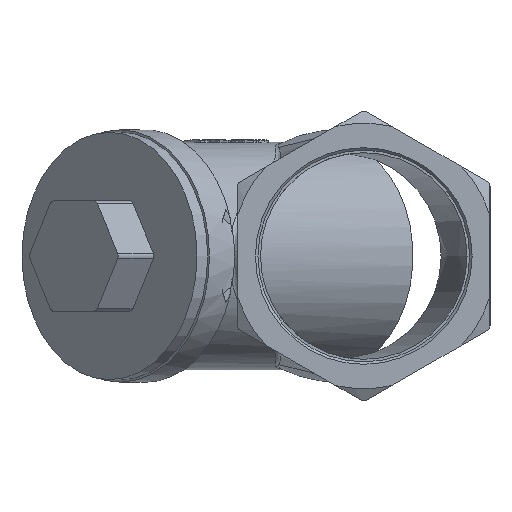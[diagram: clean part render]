
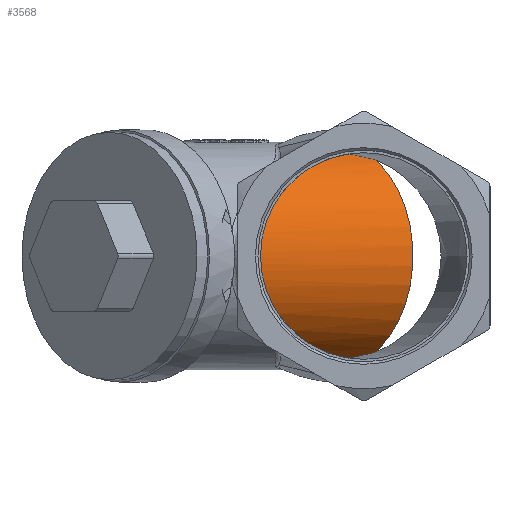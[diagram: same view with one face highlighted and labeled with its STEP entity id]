
A CAD part, left-side view. The second image highlights one B-rep face of the part: STEP entity #3568.
In plain terms, the highlighted cylindrical face has radius 22.5 mm (diameter 45 mm), a partial arc.
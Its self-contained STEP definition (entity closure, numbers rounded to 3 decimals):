
#160=CIRCLE('',#3896,22.5);
#233=CYLINDRICAL_SURFACE('',#3895,22.5);
#912=FACE_OUTER_BOUND('',#1116,.T.);
#1116=EDGE_LOOP('',(#3049,#3050,#3051,#3052,#3053,#3054,#3055));
#1266=B_SPLINE_CURVE_WITH_KNOTS('',3,(#7748,#7749,#7750,#7751,#7752,#7753,
#7754,#7755),.UNSPECIFIED.,.F.,.F.,(4,2,2,4),(-3.358,-2.784,
-2.315,-2.15),.UNSPECIFIED.);
#1267=B_SPLINE_CURVE_WITH_KNOTS('',3,(#7757,#7758,#7759,#7760,#7761,#7762,
#7763,#7764),.UNSPECIFIED.,.F.,.F.,(4,2,2,4),(-3.556,-2.287,
-1.09,0.),.UNSPECIFIED.);
#1268=B_SPLINE_CURVE_WITH_KNOTS('',3,(#7766,#7767,#7768,#7769,#7770,#7771,
#7772,#7773,#7774,#7775,#7776,#7777,#7778,#7779,#7780,#7781,#7782,#7783,
#7784,#7785,#7786,#7787,#7788,#7789,#7790,#7791),.UNSPECIFIED.,.F.,.F.,
(4,2,2,2,2,2,2,2,2,2,2,2,4),(1.096,1.13,1.696,
2.261,2.76,3.009,3.259,3.509,
3.758,4.257,4.822,5.388,5.422),
 .UNSPECIFIED.);
#1269=B_SPLINE_CURVE_WITH_KNOTS('',3,(#7793,#7794,#7795,#7796,#7797,#7798,
#7799,#7800),.UNSPECIFIED.,.F.,.F.,(4,2,2,4),(-2.19,-1.673,
-0.937,0.),.UNSPECIFIED.);
#1270=B_SPLINE_CURVE_WITH_KNOTS('',3,(#7802,#7803,#7804,#7805),
 .UNSPECIFIED.,.F.,.F.,(4,4),(-0.567,0.),.UNSPECIFIED.);
#1271=B_SPLINE_CURVE_WITH_KNOTS('',3,(#7807,#7808,#7809,#7810,#7811,#7812,
#7813,#7814),.UNSPECIFIED.,.F.,.F.,(4,2,2,4),(-1.119,-0.946,
-0.784,-0.567),.UNSPECIFIED.);
#1599=VERTEX_POINT('',#7746);
#1600=VERTEX_POINT('',#7747);
#1601=VERTEX_POINT('',#7756);
#1602=VERTEX_POINT('',#7765);
#1603=VERTEX_POINT('',#7792);
#1604=VERTEX_POINT('',#7801);
#1605=VERTEX_POINT('',#7806);
#2102=EDGE_CURVE('',#1599,#1600,#1266,.T.);
#2103=EDGE_CURVE('',#1601,#1599,#1267,.T.);
#2104=EDGE_CURVE('',#1602,#1601,#1268,.T.);
#2105=EDGE_CURVE('',#1603,#1602,#1269,.T.);
#2106=EDGE_CURVE('',#1604,#1603,#1270,.T.);
#2107=EDGE_CURVE('',#1605,#1604,#1271,.T.);
#2108=EDGE_CURVE('',#1600,#1605,#160,.T.);
#3049=ORIENTED_EDGE('',*,*,#2102,.F.);
#3050=ORIENTED_EDGE('',*,*,#2103,.F.);
#3051=ORIENTED_EDGE('',*,*,#2104,.F.);
#3052=ORIENTED_EDGE('',*,*,#2105,.F.);
#3053=ORIENTED_EDGE('',*,*,#2106,.F.);
#3054=ORIENTED_EDGE('',*,*,#2107,.F.);
#3055=ORIENTED_EDGE('',*,*,#2108,.F.);
#3568=ADVANCED_FACE('',(#912),#233,.T.);
#3895=AXIS2_PLACEMENT_3D('',#7745,#4663,#4664);
#3896=AXIS2_PLACEMENT_3D('',#7815,#4665,#4666);
#4663=DIRECTION('center_axis',(-0.707,0.707,0.));
#4664=DIRECTION('ref_axis',(0.,0.,
1.));
#4665=DIRECTION('center_axis',(0.707,-0.707,0.));
#4666=DIRECTION('ref_axis',(0.,0.,1.));
#7745=CARTESIAN_POINT('Origin',(31.572,42.572,0.));
#7746=CARTESIAN_POINT('',(52.,8.197,20.224));
#7747=CARTESIAN_POINT('',(61.083,-0.749,20.27));
#7748=CARTESIAN_POINT('Ctrl Pts',(52.,8.197,20.224));
#7749=CARTESIAN_POINT('Ctrl Pts',(53.794,6.951,20.413));
#7750=CARTESIAN_POINT('Ctrl Pts',(55.279,5.624,20.459));
#7751=CARTESIAN_POINT('Ctrl Pts',(57.817,3.059,20.451));
#7752=CARTESIAN_POINT('Ctrl Pts',(59.115,1.632,20.409));
#7753=CARTESIAN_POINT('Ctrl Pts',(60.453,0.046,20.326));
#7754=CARTESIAN_POINT('Ctrl Pts',(60.779,-0.355,20.301));
#7755=CARTESIAN_POINT('Ctrl Pts',(61.083,-0.749,20.27));
#7756=CARTESIAN_POINT('',(35.964,14.162,14.759));
#7757=CARTESIAN_POINT('Ctrl Pts',(35.964,14.162,14.759));
#7758=CARTESIAN_POINT('Ctrl Pts',(38.337,13.155,15.871));
#7759=CARTESIAN_POINT('Ctrl Pts',(40.122,12.589,16.667));
#7760=CARTESIAN_POINT('Ctrl Pts',(43.235,11.822,18.033));
#7761=CARTESIAN_POINT('Ctrl Pts',(44.446,11.632,18.538));
#7762=CARTESIAN_POINT('Ctrl Pts',(46.905,10.948,19.341));
#7763=CARTESIAN_POINT('Ctrl Pts',(49.027,10.261,19.91));
#7764=CARTESIAN_POINT('Ctrl Pts',(52.,8.197,20.224));
#7765=CARTESIAN_POINT('',(35.964,14.162,-14.759));
#7766=CARTESIAN_POINT('Ctrl Pts',(35.964,14.162,-14.759));
#7767=CARTESIAN_POINT('Ctrl Pts',(35.86,14.21,-14.713));
#7768=CARTESIAN_POINT('Ctrl Pts',(35.756,14.258,-14.667));
#7769=CARTESIAN_POINT('Ctrl Pts',(33.935,15.092,-13.851));
#7770=CARTESIAN_POINT('Ctrl Pts',(32.259,15.85,-12.986));
#7771=CARTESIAN_POINT('Ctrl Pts',(29.106,17.263,-11.039));
#7772=CARTESIAN_POINT('Ctrl Pts',(27.628,17.919,-9.957));
#7773=CARTESIAN_POINT('Ctrl Pts',(25.164,19.009,-7.649));
#7774=CARTESIAN_POINT('Ctrl Pts',(24.015,19.514,-6.322));
#7775=CARTESIAN_POINT('Ctrl Pts',(22.775,20.059,-4.081));
#7776=CARTESIAN_POINT('Ctrl Pts',(22.44,20.205,-3.291));
#7777=CARTESIAN_POINT('Ctrl Pts',(21.987,20.403,-1.667));
#7778=CARTESIAN_POINT('Ctrl Pts',(21.869,20.455,-0.832));
#7779=CARTESIAN_POINT('Ctrl Pts',(21.869,20.455,0.832));
#7780=CARTESIAN_POINT('Ctrl Pts',(21.987,20.403,1.667));
#7781=CARTESIAN_POINT('Ctrl Pts',(22.44,20.205,3.291));
#7782=CARTESIAN_POINT('Ctrl Pts',(22.775,20.059,4.081));
#7783=CARTESIAN_POINT('Ctrl Pts',(24.015,19.514,6.322));
#7784=CARTESIAN_POINT('Ctrl Pts',(25.164,19.009,7.649));
#7785=CARTESIAN_POINT('Ctrl Pts',(27.628,17.919,9.957));
#7786=CARTESIAN_POINT('Ctrl Pts',(29.106,17.263,11.039));
#7787=CARTESIAN_POINT('Ctrl Pts',(32.259,15.85,12.986));
#7788=CARTESIAN_POINT('Ctrl Pts',(33.935,15.092,13.851));
#7789=CARTESIAN_POINT('Ctrl Pts',(35.756,14.258,14.667));
#7790=CARTESIAN_POINT('Ctrl Pts',(35.86,14.21,14.713));
#7791=CARTESIAN_POINT('Ctrl Pts',(35.964,14.162,14.759));
#7792=CARTESIAN_POINT('',(52.,8.197,-20.224));
#7793=CARTESIAN_POINT('Ctrl Pts',(52.,8.197,-20.224));
#7794=CARTESIAN_POINT('Ctrl Pts',(49.411,9.995,-19.951));
#7795=CARTESIAN_POINT('Ctrl Pts',(47.531,10.702,-19.493));
#7796=CARTESIAN_POINT('Ctrl Pts',(45.137,11.492,-18.801));
#7797=CARTESIAN_POINT('Ctrl Pts',(43.898,11.695,-18.31));
#7798=CARTESIAN_POINT('Ctrl Pts',(40.555,12.452,-16.87));
#7799=CARTESIAN_POINT('Ctrl Pts',(38.605,13.042,-15.996));
#7800=CARTESIAN_POINT('Ctrl Pts',(35.964,14.162,-14.759));
#7801=CARTESIAN_POINT('',(56.501,4.389,-20.455));
#7802=CARTESIAN_POINT('Ctrl Pts',(56.501,4.389,-20.455));
#7803=CARTESIAN_POINT('Ctrl Pts',(54.972,5.917,-20.455));
#7804=CARTESIAN_POINT('Ctrl Pts',(53.548,7.122,-20.387));
#7805=CARTESIAN_POINT('Ctrl Pts',(52.,8.197,-20.224));
#7806=CARTESIAN_POINT('',(61.083,-0.749,-20.27));
#7807=CARTESIAN_POINT('Ctrl Pts',(61.083,-0.749,-20.27));
#7808=CARTESIAN_POINT('Ctrl Pts',(60.678,-0.223,-20.312));
#7809=CARTESIAN_POINT('Ctrl Pts',(60.231,0.317,-20.343));
#7810=CARTESIAN_POINT('Ctrl Pts',(59.284,1.415,-20.393));
#7811=CARTESIAN_POINT('Ctrl Pts',(58.784,1.974,-20.412));
#7812=CARTESIAN_POINT('Ctrl Pts',(57.684,3.175,-20.445));
#7813=CARTESIAN_POINT('Ctrl Pts',(57.084,3.805,-20.455));
#7814=CARTESIAN_POINT('Ctrl Pts',(56.501,4.389,-20.455));
#7815=CARTESIAN_POINT('Origin',(67.988,6.156,0.));
